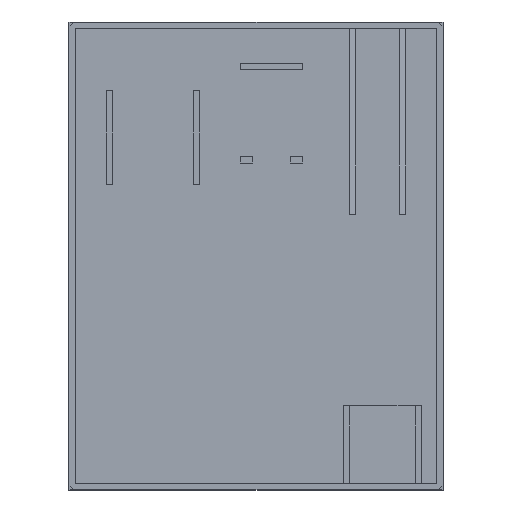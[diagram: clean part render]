
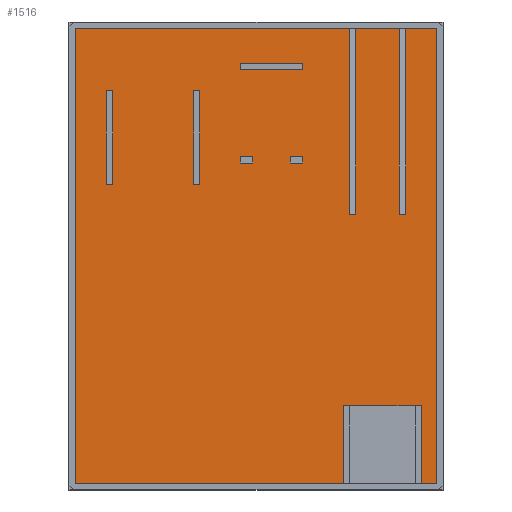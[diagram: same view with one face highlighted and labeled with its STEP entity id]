
A CAD part, top view. The second image highlights one B-rep face of the part: STEP entity #1516.
In plain terms, the highlighted planar face has unit normal (0, 0, 1).
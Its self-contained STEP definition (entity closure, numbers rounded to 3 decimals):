
#37=FACE_BOUND('',#160,.T.);
#38=FACE_BOUND('',#161,.T.);
#39=FACE_BOUND('',#162,.T.);
#68=FACE_OUTER_BOUND('',#159,.T.);
#159=EDGE_LOOP('',(#1070,#1071,#1072,#1073));
#160=EDGE_LOOP('',(#1074,#1075,#1076,#1077));
#161=EDGE_LOOP('',(#1078,#1079,#1080,#1081));
#162=EDGE_LOOP('',(#1082,#1083,#1084,#1085));
#243=LINE('',#2104,#446);
#247=LINE('',#2112,#450);
#250=LINE('',#2118,#453);
#253=LINE('',#2123,#456);
#255=LINE('',#2129,#458);
#259=LINE('',#2137,#462);
#262=LINE('',#2143,#465);
#265=LINE('',#2148,#468);
#267=LINE('',#2154,#470);
#271=LINE('',#2162,#474);
#274=LINE('',#2168,#477);
#277=LINE('',#2173,#480);
#279=LINE('',#2179,#482);
#283=LINE('',#2187,#486);
#286=LINE('',#2193,#489);
#289=LINE('',#2198,#492);
#446=VECTOR('',#1709,10.);
#450=VECTOR('',#1715,10.);
#453=VECTOR('',#1720,10.);
#456=VECTOR('',#1725,10.);
#458=VECTOR('',#1731,10.);
#462=VECTOR('',#1737,10.);
#465=VECTOR('',#1742,10.);
#468=VECTOR('',#1747,10.);
#470=VECTOR('',#1753,10.);
#474=VECTOR('',#1759,10.);
#477=VECTOR('',#1764,10.);
#480=VECTOR('',#1769,10.);
#482=VECTOR('',#1775,10.);
#486=VECTOR('',#1781,10.);
#489=VECTOR('',#1786,10.);
#492=VECTOR('',#1791,10.);
#649=VERTEX_POINT('',#2102);
#650=VERTEX_POINT('',#2103);
#653=VERTEX_POINT('',#2111);
#655=VERTEX_POINT('',#2117);
#657=VERTEX_POINT('',#2127);
#658=VERTEX_POINT('',#2128);
#661=VERTEX_POINT('',#2136);
#663=VERTEX_POINT('',#2142);
#665=VERTEX_POINT('',#2152);
#666=VERTEX_POINT('',#2153);
#669=VERTEX_POINT('',#2161);
#671=VERTEX_POINT('',#2167);
#673=VERTEX_POINT('',#2177);
#674=VERTEX_POINT('',#2178);
#677=VERTEX_POINT('',#2186);
#679=VERTEX_POINT('',#2192);
#787=EDGE_CURVE('',#649,#650,#243,.T.);
#791=EDGE_CURVE('',#653,#649,#247,.T.);
#794=EDGE_CURVE('',#650,#655,#250,.T.);
#797=EDGE_CURVE('',#655,#653,#253,.T.);
#799=EDGE_CURVE('',#657,#658,#255,.T.);
#803=EDGE_CURVE('',#661,#657,#259,.T.);
#806=EDGE_CURVE('',#658,#663,#262,.T.);
#809=EDGE_CURVE('',#663,#661,#265,.T.);
#811=EDGE_CURVE('',#665,#666,#267,.T.);
#815=EDGE_CURVE('',#669,#665,#271,.T.);
#818=EDGE_CURVE('',#666,#671,#274,.T.);
#821=EDGE_CURVE('',#671,#669,#277,.T.);
#823=EDGE_CURVE('',#673,#674,#279,.T.);
#827=EDGE_CURVE('',#674,#677,#283,.T.);
#830=EDGE_CURVE('',#677,#679,#286,.T.);
#833=EDGE_CURVE('',#679,#673,#289,.T.);
#1070=ORIENTED_EDGE('',*,*,#833,.T.);
#1071=ORIENTED_EDGE('',*,*,#823,.T.);
#1072=ORIENTED_EDGE('',*,*,#827,.T.);
#1073=ORIENTED_EDGE('',*,*,#830,.T.);
#1074=ORIENTED_EDGE('',*,*,#791,.T.);
#1075=ORIENTED_EDGE('',*,*,#787,.T.);
#1076=ORIENTED_EDGE('',*,*,#794,.T.);
#1077=ORIENTED_EDGE('',*,*,#797,.T.);
#1078=ORIENTED_EDGE('',*,*,#803,.T.);
#1079=ORIENTED_EDGE('',*,*,#799,.T.);
#1080=ORIENTED_EDGE('',*,*,#806,.T.);
#1081=ORIENTED_EDGE('',*,*,#809,.T.);
#1082=ORIENTED_EDGE('',*,*,#815,.T.);
#1083=ORIENTED_EDGE('',*,*,#811,.T.);
#1084=ORIENTED_EDGE('',*,*,#818,.T.);
#1085=ORIENTED_EDGE('',*,*,#821,.T.);
#1427=PLANE('',#1629);
#1516=ADVANCED_FACE('',(#68,#37,#38,#39),#1427,.T.);
#1629=AXIS2_PLACEMENT_3D('',#2200,#1793,#1794);
#1709=DIRECTION('',(-1.,0.,0.));
#1715=DIRECTION('',(0.,-1.,0.));
#1720=DIRECTION('',(0.,1.,0.));
#1725=DIRECTION('',(1.,0.,0.));
#1731=DIRECTION('',(-1.,0.,0.));
#1737=DIRECTION('',(0.,-1.,0.));
#1742=DIRECTION('',(0.,1.,0.));
#1747=DIRECTION('',(1.,0.,0.));
#1753=DIRECTION('',(-1.,0.,0.));
#1759=DIRECTION('',(0.,-1.,0.));
#1764=DIRECTION('',(0.,1.,0.));
#1769=DIRECTION('',(1.,0.,0.));
#1775=DIRECTION('',(-1.,0.,0.));
#1781=DIRECTION('',(0.,-1.,0.));
#1786=DIRECTION('',(1.,0.,0.));
#1791=DIRECTION('',(0.,1.,0.));
#1793=DIRECTION('center_axis',(0.,0.,1.));
#1794=DIRECTION('ref_axis',(1.,0.,0.));
#2102=CARTESIAN_POINT('',(14.985,59.831,0.));
#2103=CARTESIAN_POINT('',(-5.015,59.831,0.));
#2104=CARTESIAN_POINT('',(-2.507,59.831,0.));
#2111=CARTESIAN_POINT('',(14.985,61.831,0.));
#2112=CARTESIAN_POINT('',(14.985,29.915,0.));
#2117=CARTESIAN_POINT('',(-5.015,61.831,0.));
#2118=CARTESIAN_POINT('',(-5.015,30.915,0.));
#2123=CARTESIAN_POINT('',(7.493,61.831,0.));
#2127=CARTESIAN_POINT('',(-1.041,29.831,0.));
#2128=CARTESIAN_POINT('',(-5.041,29.831,0.));
#2129=CARTESIAN_POINT('',(-2.52,29.831,0.));
#2136=CARTESIAN_POINT('',(-1.041,31.831,0.));
#2137=CARTESIAN_POINT('',(-1.041,14.915,0.));
#2142=CARTESIAN_POINT('',(-5.041,31.831,0.));
#2143=CARTESIAN_POINT('',(-5.041,15.915,0.));
#2148=CARTESIAN_POINT('',(-0.52,31.831,0.));
#2152=CARTESIAN_POINT('',(14.959,29.831,0.));
#2153=CARTESIAN_POINT('',(10.959,29.831,0.));
#2154=CARTESIAN_POINT('',(5.48,29.831,0.));
#2161=CARTESIAN_POINT('',(14.959,31.831,0.));
#2162=CARTESIAN_POINT('',(14.959,14.915,0.));
#2167=CARTESIAN_POINT('',(10.959,31.831,0.));
#2168=CARTESIAN_POINT('',(10.959,15.915,0.));
#2173=CARTESIAN_POINT('',(7.48,31.831,0.));
#2177=CARTESIAN_POINT('',(60.,75.,0.));
#2178=CARTESIAN_POINT('',(-60.,75.,0.));
#2179=CARTESIAN_POINT('',(60.,75.,0.));
#2186=CARTESIAN_POINT('',(-60.,-75.,0.));
#2187=CARTESIAN_POINT('',(-60.,75.,0.));
#2192=CARTESIAN_POINT('',(60.,-75.,0.));
#2193=CARTESIAN_POINT('',(-60.,-75.,0.));
#2198=CARTESIAN_POINT('',(60.,-75.,0.));
#2200=CARTESIAN_POINT('Origin',(0.,0.,
0.));
